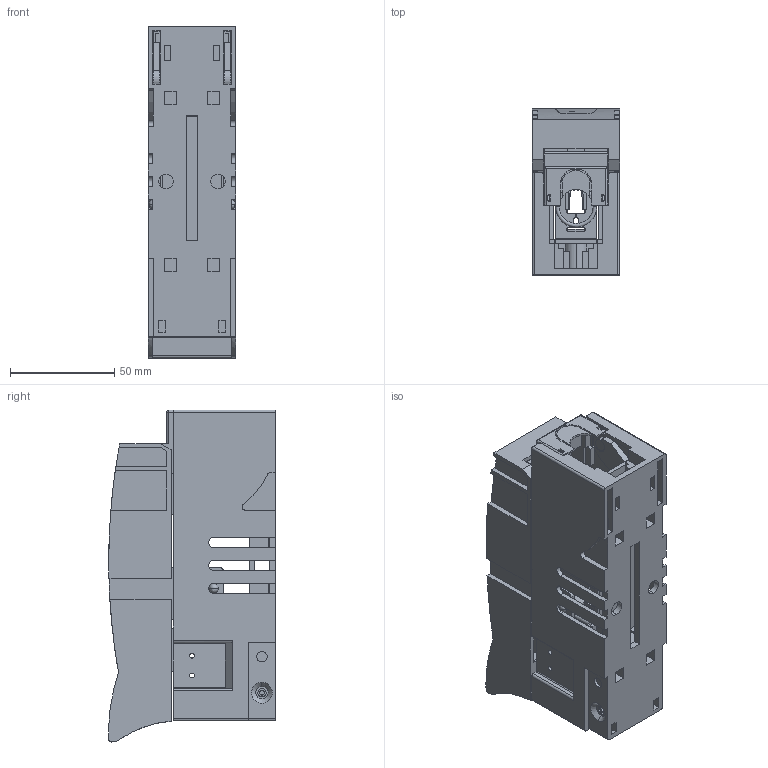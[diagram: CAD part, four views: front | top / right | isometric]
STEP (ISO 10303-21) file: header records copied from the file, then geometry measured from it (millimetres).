
FILE_DESCRIPTION((''),'2;1');
FILE_NAME('HVL_EK_00_1P_ASM','2022-05-06T13:06:15',('klemen.sitar'),('Audax d.o.o.'),'CREO PARAMETRIC BY PTC INC, 2021304','CREO PARAMETRIC BY PTC INC, 2021304','');
FILE_SCHEMA(('AP242_MANAGED_MODEL_BASED_3D_ENGINEERING_MIM_LF { 1 0 10303 442 1 1 4 }'));
Products named in the file (8): KONTAKT; PERO_KONTAKTA; POKLOPAC_OS-00_1; PROZORCIC_OS-00_1; KAPA_OS-00_1; PODNOZJE_OS-00_1; ETI_LOGO; HVL_EK_00_1P_ASM
Assembly tree (9 placements, depth 2):
  HVL_EK_00_1P_ASM
    KONTAKT  x2
    PERO_KONTAKTA  x2
    POKLOPAC_OS-00_1
    PROZORCIC_OS-00_1
    KAPA_OS-00_1
    PODNOZJE_OS-00_1
    ETI_LOGO
Bounding box: 42 x 80.03 x 159.11 mm (x, y, z)
Volume: 130072.9 mm3; surface area: 126605.8 mm2
Topology: 11 solids, 11 shells, 1244 faces, 3602 edges, 2361 vertices
Faces by surface type: plane 858, cylinder 338, cone 16, torus 14, bspline 10, extrusion 4, sphere 4
Entity records: 77788 total; most frequent: CARTESIAN_POINT 28250, ORIENTED_EDGE 6612, DIRECTION 6044, PRESENTATION_STYLE_ASSIGNMENT 4469, STYLED_ITEM 4469, CURVE_STYLE 3320, EDGE_CURVE 3306, VECTOR 2514
